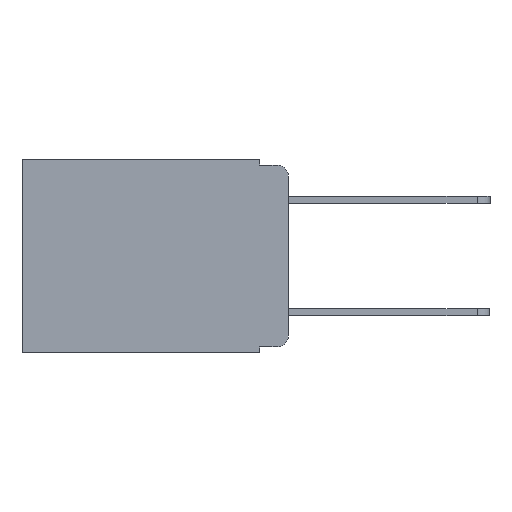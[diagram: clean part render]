
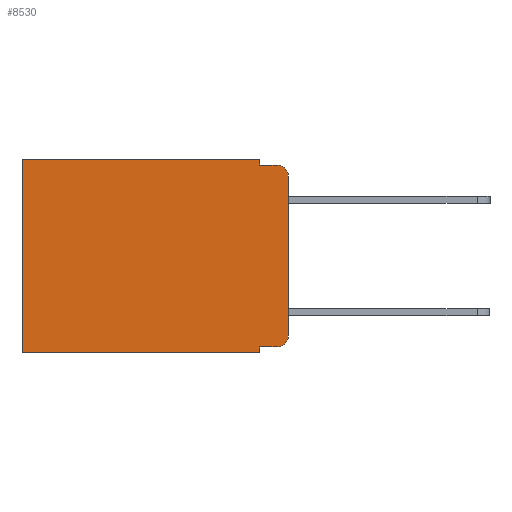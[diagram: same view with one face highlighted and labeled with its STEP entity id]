
A CAD part, left-side view. The second image highlights one B-rep face of the part: STEP entity #8530.
In plain terms, the highlighted planar face has unit normal (-1, 0, 0).
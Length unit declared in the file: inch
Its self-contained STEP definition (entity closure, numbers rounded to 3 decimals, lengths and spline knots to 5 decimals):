
#209 = VERTEX_POINT ( 'NONE', #24594 ) ;
#242 = CARTESIAN_POINT ( 'NONE',  ( 0.298, 0.051, -0.01 ) ) ;
#552 = EDGE_CURVE ( 'NONE', #19131, #13292, #7838, .T. ) ;
#1197 = VECTOR ( 'NONE', #1342, 39.37008 ) ;
#1311 = CARTESIAN_POINT ( 'NONE',  ( 0.298, 0., 0. ) ) ;
#1342 = DIRECTION ( 'NONE',  ( 0., 0., -1. ) ) ;
#1480 = ORIENTED_EDGE ( 'NONE', *, *, #9711, .T. ) ;
#1780 = DIRECTION ( 'NONE',  ( 0., -1., 0. ) ) ;
#2401 = CARTESIAN_POINT ( 'NONE',  ( 0.298, 0.051, -0.333 ) ) ;
#3042 = AXIS2_PLACEMENT_3D ( 'NONE', #18464, #7025, #20348 ) ;
#4020 = CARTESIAN_POINT ( 'NONE',  ( 0.298, 0.051, 0. ) ) ;
#4094 = ORIENTED_EDGE ( 'NONE', *, *, #6281, .F. ) ;
#4514 = DIRECTION ( 'NONE',  ( 0., 0., -1. ) ) ;
#5045 = ORIENTED_EDGE ( 'NONE', *, *, #9251, .F. ) ;
#5365 = ORIENTED_EDGE ( 'NONE', *, *, #16020, .F. ) ;
#5388 = ORIENTED_EDGE ( 'NONE', *, *, #10980, .T. ) ;
#5829 = CARTESIAN_POINT ( 'NONE',  ( 0.298, 0.051, -0.333 ) ) ;
#5954 = VERTEX_POINT ( 'NONE', #10187 ) ;
#6225 = DIRECTION ( 'NONE',  ( 0., 1., 0. ) ) ;
#6281 = EDGE_CURVE ( 'NONE', #14396, #209, #20321, .T. ) ;
#6472 = VECTOR ( 'NONE', #1780, 39.37008 ) ;
#6978 = AXIS2_PLACEMENT_3D ( 'NONE', #19771, #7519, #20837 ) ;
#7025 = DIRECTION ( 'NONE',  ( -1., 0., 0. ) ) ;
#7114 = VERTEX_POINT ( 'NONE', #17658 ) ;
#7249 = ORIENTED_EDGE ( 'NONE', *, *, #552, .T. ) ;
#7344 = VERTEX_POINT ( 'NONE', #242 ) ;
#7519 = DIRECTION ( 'NONE',  ( -1., 0., 0. ) ) ;
#7838 = CIRCLE ( 'NONE', #6978, 0.02 ) ;
#8530 = ADVANCED_FACE ( 'NONE', ( #10090 ), #17187, .F. ) ;
#8573 = EDGE_CURVE ( 'NONE', #14163, #19598, #8924, .T. ) ;
#8924 = LINE ( 'NONE', #22753, #18441 ) ;
#9251 = EDGE_CURVE ( 'NONE', #14163, #7344, #18696, .T. ) ;
#9261 = CIRCLE ( 'NONE', #3042, 0.02 ) ;
#9538 = VECTOR ( 'NONE', #17758, 39.37008 ) ;
#9711 = EDGE_CURVE ( 'NONE', #19598, #16920, #11827, .T. ) ;
#9877 = CARTESIAN_POINT ( 'NONE',  ( 0.298, 0.051, -0.01 ) ) ;
#9991 = DIRECTION ( 'NONE',  ( 0., 0., -1. ) ) ;
#10090 = FACE_OUTER_BOUND ( 'NONE', #16243, .T. ) ;
#10187 = CARTESIAN_POINT ( 'NONE',  ( 0.298, 0., -0.313 ) ) ;
#10879 = CARTESIAN_POINT ( 'NONE',  ( 0.298, 0.473, 0. ) ) ;
#10980 = EDGE_CURVE ( 'NONE', #14396, #7114, #12937, .T. ) ;
#11526 = CARTESIAN_POINT ( 'NONE',  ( 0.298, 0., 0. ) ) ;
#11827 = LINE ( 'NONE', #20858, #1197 ) ;
#12937 = LINE ( 'NONE', #5829, #18022 ) ;
#12939 = ORIENTED_EDGE ( 'NONE', *, *, #19909, .F. ) ;
#13292 = VERTEX_POINT ( 'NONE', #18627 ) ;
#13427 = DIRECTION ( 'NONE',  ( 0., 0., -1. ) ) ;
#14018 = LINE ( 'NONE', #21540, #9538 ) ;
#14118 = VECTOR ( 'NONE', #4514, 39.37008 ) ;
#14163 = VERTEX_POINT ( 'NONE', #17286 ) ;
#14396 = VERTEX_POINT ( 'NONE', #2401 ) ;
#14615 = LINE ( 'NONE', #1311, #23427 ) ;
#16020 = EDGE_CURVE ( 'NONE', #19131, #5954, #14615, .T. ) ;
#16243 = EDGE_LOOP ( 'NONE', ( #5365, #7249, #12939, #5045, #20375, #1480, #17737, #4094, #5388, #16874 ) ) ;
#16713 = LINE ( 'NONE', #9877, #6472 ) ;
#16874 = ORIENTED_EDGE ( 'NONE', *, *, #19583, .T. ) ;
#16920 = VERTEX_POINT ( 'NONE', #25092 ) ;
#17065 = DIRECTION ( 'NONE',  ( 0., 0., -1. ) ) ;
#17187 = PLANE ( 'NONE',  #24734 ) ;
#17286 = CARTESIAN_POINT ( 'NONE',  ( 0.298, 0.051, 0. ) ) ;
#17359 = DIRECTION ( 'NONE',  ( 0., -1., 0. ) ) ;
#17658 = CARTESIAN_POINT ( 'NONE',  ( 0.298, 0.02, -0.333 ) ) ;
#17737 = ORIENTED_EDGE ( 'NONE', *, *, #22799, .F. ) ;
#17758 = DIRECTION ( 'NONE',  ( 0., 1., 0. ) ) ;
#18022 = VECTOR ( 'NONE', #17359, 39.37008 ) ;
#18055 = CARTESIAN_POINT ( 'NONE',  ( 0.298, 0.051, 0. ) ) ;
#18117 = VECTOR ( 'NONE', #9991, 39.37008 ) ;
#18441 = VECTOR ( 'NONE', #6225, 39.37008 ) ;
#18464 = CARTESIAN_POINT ( 'NONE',  ( 0.298, 0.02, -0.313 ) ) ;
#18627 = CARTESIAN_POINT ( 'NONE',  ( 0.298, 0.02, -0.01 ) ) ;
#18696 = LINE ( 'NONE', #4020, #18117 ) ;
#19131 = VERTEX_POINT ( 'NONE', #24447 ) ;
#19583 = EDGE_CURVE ( 'NONE', #7114, #5954, #9261, .T. ) ;
#19598 = VERTEX_POINT ( 'NONE', #10879 ) ;
#19771 = CARTESIAN_POINT ( 'NONE',  ( 0.298, 0.02, -0.03 ) ) ;
#19909 = EDGE_CURVE ( 'NONE', #7344, #13292, #16713, .T. ) ;
#20321 = LINE ( 'NONE', #18055, #14118 ) ;
#20348 = DIRECTION ( 'NONE',  ( 0., 0., -1. ) ) ;
#20375 = ORIENTED_EDGE ( 'NONE', *, *, #8573, .T. ) ;
#20837 = DIRECTION ( 'NONE',  ( 0., 0., -1. ) ) ;
#20858 = CARTESIAN_POINT ( 'NONE',  ( 0.298, 0.473, 0. ) ) ;
#21540 = CARTESIAN_POINT ( 'NONE',  ( 0.298, 0., -0.343 ) ) ;
#22753 = CARTESIAN_POINT ( 'NONE',  ( 0.298, 0., 0. ) ) ;
#22799 = EDGE_CURVE ( 'NONE', #209, #16920, #14018, .T. ) ;
#23427 = VECTOR ( 'NONE', #17065, 39.37008 ) ;
#24447 = CARTESIAN_POINT ( 'NONE',  ( 0.298, 0., -0.03 ) ) ;
#24594 = CARTESIAN_POINT ( 'NONE',  ( 0.298, 0.051, -0.343 ) ) ;
#24701 = DIRECTION ( 'NONE',  ( 1., 0., 0. ) ) ;
#24734 = AXIS2_PLACEMENT_3D ( 'NONE', #11526, #24701, #13427 ) ;
#25092 = CARTESIAN_POINT ( 'NONE',  ( 0.298, 0.473, -0.343 ) ) ;
